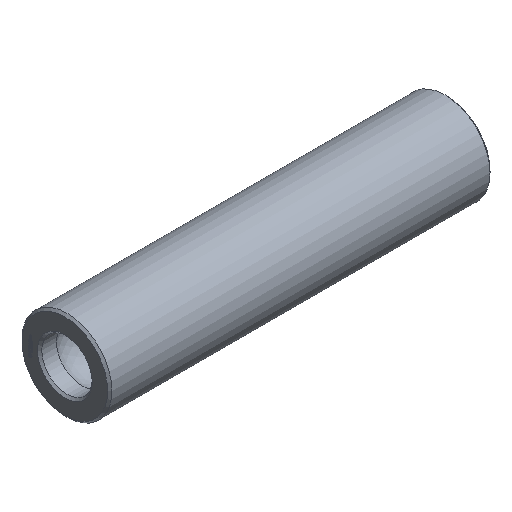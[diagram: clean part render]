
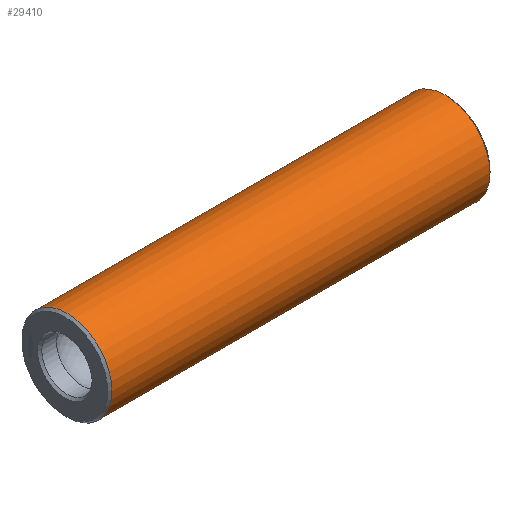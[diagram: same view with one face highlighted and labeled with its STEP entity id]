
A CAD part, isometric view. The second image highlights one B-rep face of the part: STEP entity #29410.
In plain terms, the highlighted cylindrical face has radius 6.25 mm (diameter 12.5 mm), a full revolution.
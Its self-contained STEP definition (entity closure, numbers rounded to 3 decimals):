
#134 = CONICAL_SURFACE('',#135,5.95,0.785);
#135 = AXIS2_PLACEMENT_3D('',#136,#137,#138);
#136 = CARTESIAN_POINT('',(-53.125,0.,0.));
#137 = DIRECTION('',(1.,0.,0.));
#138 = DIRECTION('',(0.,0.,1.));
#10957 = VERTEX_POINT('',#10958);
#10958 = CARTESIAN_POINT('',(-52.825,0.,6.25));
#10979 = EDGE_CURVE('',#10957,#10957,#10980,.T.);
#10980 = SURFACE_CURVE('',#10981,(#10986,#10993),.PCURVE_S1.);
#10981 = CIRCLE('',#10982,6.25);
#10982 = AXIS2_PLACEMENT_3D('',#10983,#10984,#10985);
#10983 = CARTESIAN_POINT('',(-52.825,0.,0.));
#10984 = DIRECTION('',(1.,0.,0.));
#10985 = DIRECTION('',(0.,0.,1.));
#10986 = PCURVE('',#134,#10987);
#10987 = DEFINITIONAL_REPRESENTATION('',(#10988),#10992);
#10988 = LINE('',#10989,#10990);
#10989 = CARTESIAN_POINT('',(0.,0.3));
#10990 = VECTOR('',#10991,1.);
#10991 = DIRECTION('',(1.,0.));
#10992 = ( GEOMETRIC_REPRESENTATION_CONTEXT(2) 
PARAMETRIC_REPRESENTATION_CONTEXT() REPRESENTATION_CONTEXT('2D SPACE',''
  ) );
#10993 = PCURVE('',#10994,#10999);
#10994 = CYLINDRICAL_SURFACE('',#10995,6.25);
#10995 = AXIS2_PLACEMENT_3D('',#10996,#10997,#10998);
#10996 = CARTESIAN_POINT('',(-52.825,0.,0.));
#10997 = DIRECTION('',(1.,0.,0.));
#10998 = DIRECTION('',(0.,0.,1.));
#10999 = DEFINITIONAL_REPRESENTATION('',(#11000),#11004);
#11000 = LINE('',#11001,#11002);
#11001 = CARTESIAN_POINT('',(0.,0.));
#11002 = VECTOR('',#11003,1.);
#11003 = DIRECTION('',(1.,0.));
#11004 = ( GEOMETRIC_REPRESENTATION_CONTEXT(2) 
PARAMETRIC_REPRESENTATION_CONTEXT() REPRESENTATION_CONTEXT('2D SPACE',''
  ) );
#29410 = ADVANCED_FACE('',(#29411),#10994,.T.);
#29411 = FACE_BOUND('',#29412,.T.);
#29412 = EDGE_LOOP('',(#29413,#29414,#29437,#29464));
#29413 = ORIENTED_EDGE('',*,*,#10979,.T.);
#29414 = ORIENTED_EDGE('',*,*,#29415,.T.);
#29415 = EDGE_CURVE('',#10957,#29416,#29418,.T.);
#29416 = VERTEX_POINT('',#29417);
#29417 = CARTESIAN_POINT('',(-0.3,0.,6.25));
#29418 = SEAM_CURVE('',#29419,(#29423,#29430),.PCURVE_S1.);
#29419 = LINE('',#29420,#29421);
#29420 = CARTESIAN_POINT('',(-52.825,0.,6.25));
#29421 = VECTOR('',#29422,1.);
#29422 = DIRECTION('',(1.,0.,0.));
#29423 = PCURVE('',#10994,#29424);
#29424 = DEFINITIONAL_REPRESENTATION('',(#29425),#29429);
#29425 = LINE('',#29426,#29427);
#29426 = CARTESIAN_POINT('',(0.,0.));
#29427 = VECTOR('',#29428,1.);
#29428 = DIRECTION('',(0.,1.));
#29429 = ( GEOMETRIC_REPRESENTATION_CONTEXT(2) 
PARAMETRIC_REPRESENTATION_CONTEXT() REPRESENTATION_CONTEXT('2D SPACE',''
  ) );
#29430 = PCURVE('',#10994,#29431);
#29431 = DEFINITIONAL_REPRESENTATION('',(#29432),#29436);
#29432 = LINE('',#29433,#29434);
#29433 = CARTESIAN_POINT('',(6.283,0.));
#29434 = VECTOR('',#29435,1.);
#29435 = DIRECTION('',(0.,1.));
#29436 = ( GEOMETRIC_REPRESENTATION_CONTEXT(2) 
PARAMETRIC_REPRESENTATION_CONTEXT() REPRESENTATION_CONTEXT('2D SPACE',''
  ) );
#29437 = ORIENTED_EDGE('',*,*,#29438,.F.);
#29438 = EDGE_CURVE('',#29416,#29416,#29439,.T.);
#29439 = SURFACE_CURVE('',#29440,(#29445,#29452),.PCURVE_S1.);
#29440 = CIRCLE('',#29441,6.25);
#29441 = AXIS2_PLACEMENT_3D('',#29442,#29443,#29444);
#29442 = CARTESIAN_POINT('',(-0.3,0.,0.));
#29443 = DIRECTION('',(1.,0.,0.));
#29444 = DIRECTION('',(0.,0.,1.));
#29445 = PCURVE('',#10994,#29446);
#29446 = DEFINITIONAL_REPRESENTATION('',(#29447),#29451);
#29447 = LINE('',#29448,#29449);
#29448 = CARTESIAN_POINT('',(0.,52.525));
#29449 = VECTOR('',#29450,1.);
#29450 = DIRECTION('',(1.,0.));
#29451 = ( GEOMETRIC_REPRESENTATION_CONTEXT(2) 
PARAMETRIC_REPRESENTATION_CONTEXT() REPRESENTATION_CONTEXT('2D SPACE',''
  ) );
#29452 = PCURVE('',#29453,#29458);
#29453 = CONICAL_SURFACE('',#29454,6.25,0.785);
#29454 = AXIS2_PLACEMENT_3D('',#29455,#29456,#29457);
#29455 = CARTESIAN_POINT('',(-0.3,0.,0.));
#29456 = DIRECTION('',(-1.,-0.,-0.));
#29457 = DIRECTION('',(0.,0.,1.));
#29458 = DEFINITIONAL_REPRESENTATION('',(#29459),#29463);
#29459 = LINE('',#29460,#29461);
#29460 = CARTESIAN_POINT('',(-0.,-0.));
#29461 = VECTOR('',#29462,1.);
#29462 = DIRECTION('',(-1.,-0.));
#29463 = ( GEOMETRIC_REPRESENTATION_CONTEXT(2) 
PARAMETRIC_REPRESENTATION_CONTEXT() REPRESENTATION_CONTEXT('2D SPACE',''
  ) );
#29464 = ORIENTED_EDGE('',*,*,#29415,.F.);
